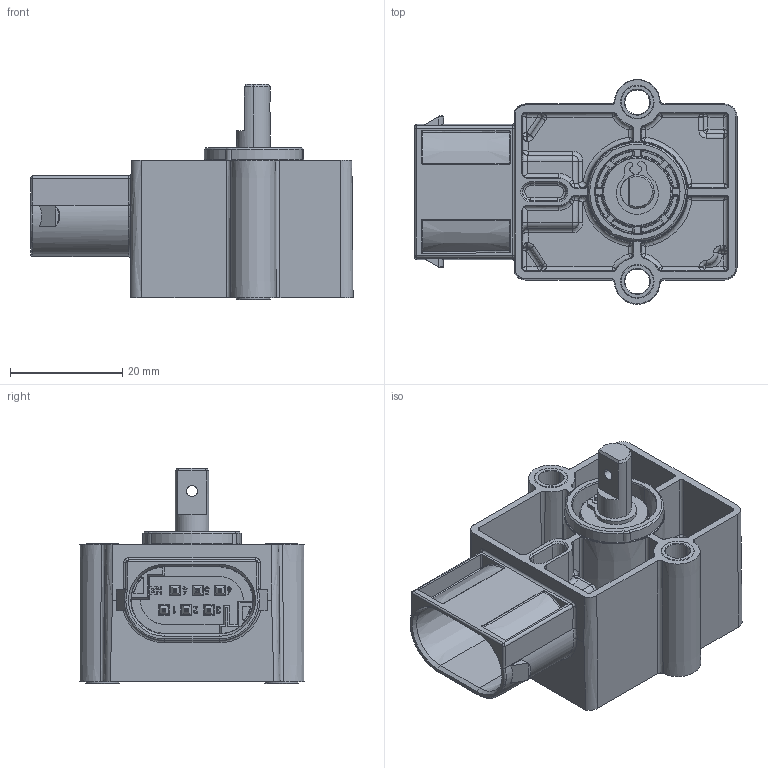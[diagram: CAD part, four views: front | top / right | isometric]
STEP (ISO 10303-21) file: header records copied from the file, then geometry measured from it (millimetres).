
FILE_DESCRIPTION (( 'STEP AP214' ), '1' );
FILE_NAME ('RSA-3200.STEP', '2020-05-07T14:50:00', ( '' ), ( '' ), 'SwSTEP 2.0', 'SolidWorks 2017', '' );
FILE_SCHEMA (( 'AUTOMOTIVE_DESIGN' ));
Length unit declared in the file: millimetre
Products named in the file (1): RSA-3200
Bounding box: 57.51 x 40.14 x 38.55 mm (x, y, z)
Volume: 24124 mm3; surface area: 14058.4 mm2
Topology: 1 solids, 14 shells, 1054 faces, 2551 edges, 1498 vertices
Faces by surface type: plane 420, cylinder 253, bspline 197, cone 108, torus 54, sphere 22
Entity records: 51692 total; most frequent: CARTESIAN_POINT 17919, ORIENTED_EDGE 4976, DIRECTION 4044, EDGE_CURVE 2488, VERTEX_POINT 1496, AXIS2_PLACEMENT_3D 1388, LINE 1268, VECTOR 1268
